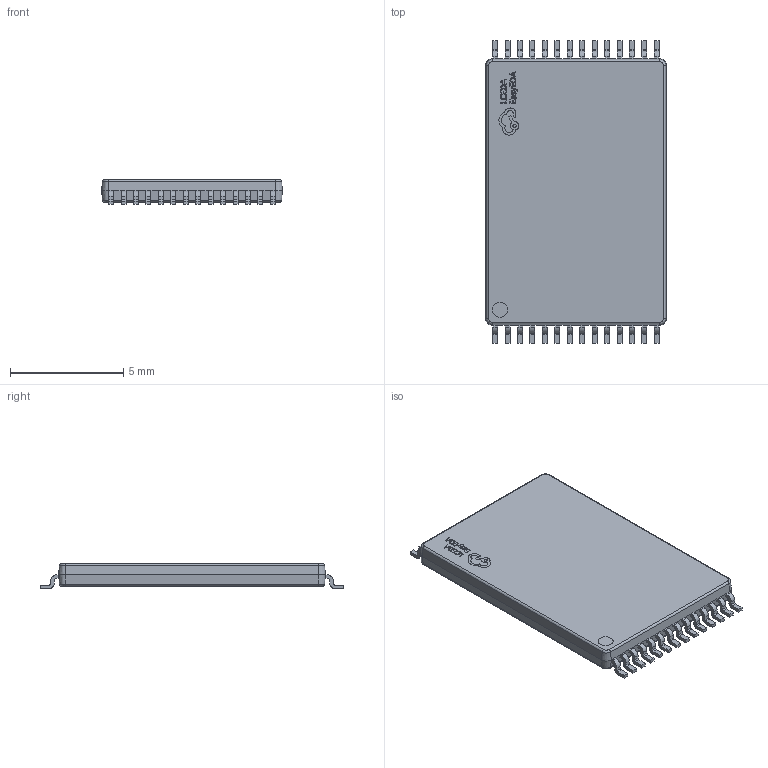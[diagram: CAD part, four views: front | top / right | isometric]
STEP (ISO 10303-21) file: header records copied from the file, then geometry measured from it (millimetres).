
FILE_DESCRIPTION (( 'STEP AP214' ), '1' );
FILE_NAME ('TSOPI-28_L11.8-W8.0-P0.55-LS13.4-BL.step', '2022-07-26T10:43:29', ( '' ), ( '' ), 'SwSTEP 2.0', 'SolidWorks 2020', '' );
FILE_SCHEMA (( 'AUTOMOTIVE_DESIGN' ));
Length unit declared in the file: millimetre
Products named in the file (1): TSOPI-28_L11.8-W8.0-P0.55-LS13.4-BL
Bounding box: 8 x 13.4 x 1.1 mm (x, y, z)
Volume: 94.4 mm3; surface area: 246 mm2
Topology: 14 solids, 14 shells, 691 faces, 1885 edges, 1230 vertices
Faces by surface type: plane 441, cylinder 122, bspline 112, cone 8, torus 8
Entity records: 30611 total; most frequent: CARTESIAN_POINT 5911, ORIENTED_EDGE 3770, DIRECTION 3081, EDGE_CURVE 1885, LINE 1393, VECTOR 1393, VERTEX_POINT 1230, AXIS2_PLACEMENT_3D 844
